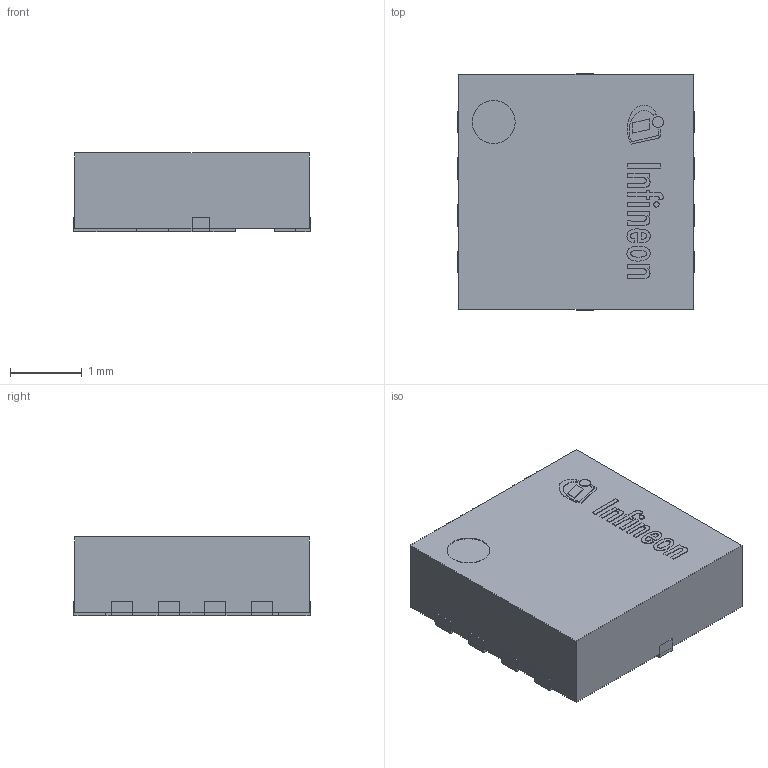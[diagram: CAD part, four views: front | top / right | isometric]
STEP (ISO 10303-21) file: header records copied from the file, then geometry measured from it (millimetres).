
FILE_DESCRIPTION(/* description */ (''),/* implementation_level */ '2;1');
FILE_NAME(/* name */ 'PG-TSON-8-5_Z8B00207975_V01_3D.stp',/* time_stamp */ '2021-08-03T16:48:40+05:00',/* author */ ('janartha'),/* organization */ (''),/* preprocessor_version */ 'ST-DEVELOPER v16.13',/* originating_system */ 'AutoCAD Mechanical',/* authorisation */ '');
FILE_SCHEMA (('AUTOMOTIVE_DESIGN { 1 0 10303 214 3 1 1 }'));
Length unit declared in the file: millimetre
Products named in the file (1): Product
Bounding box: 3.3 x 3.3 x 1.11 mm (x, y, z)
Surface area: 52.4 mm2
Topology: 17 solids, 17 shells, 173 faces, 414 edges, 276 vertices
Faces by surface type: plane 152, bspline 16, cylinder 5
Full cylindrical faces by diameter (mm): 0.076 x1, 0.155 x1, 0.6 x2
Entity records: 5204 total; most frequent: CARTESIAN_POINT 1288, ORIENTED_EDGE 820, DIRECTION 704, EDGE_CURVE 410, LINE 368, VECTOR 368, VERTEX_POINT 276, EDGE_LOOP 182
